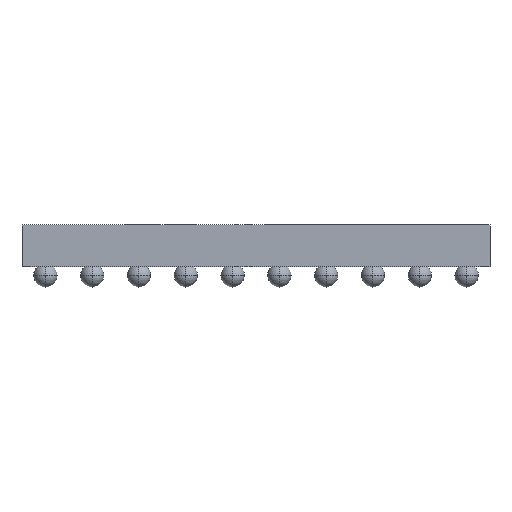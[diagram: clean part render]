
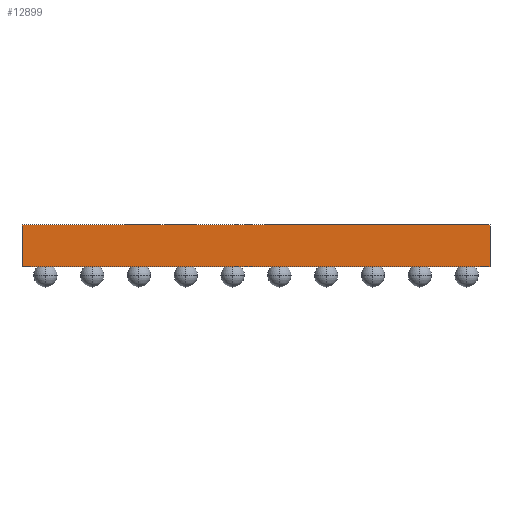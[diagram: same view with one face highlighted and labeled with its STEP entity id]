
A CAD part, front view. The second image highlights one B-rep face of the part: STEP entity #12899.
In plain terms, the highlighted planar face has unit normal (0, -1, 0).
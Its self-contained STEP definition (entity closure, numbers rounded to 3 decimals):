
#159 = VERTEX_POINT('',#160);
#160 = CARTESIAN_POINT('',(4.,-4.,0.32));
#175 = VERTEX_POINT('',#176);
#176 = CARTESIAN_POINT('',(-4.,-4.,0.32));
#182 = EDGE_CURVE('',#159,#175,#183,.T.);
#183 = LINE('',#184,#185);
#184 = CARTESIAN_POINT('',(4.,-4.,0.32));
#185 = VECTOR('',#186,1.);
#186 = DIRECTION('',(-1.,0.,0.));
#12873 = EDGE_CURVE('',#12874,#159,#12876,.T.);
#12874 = VERTEX_POINT('',#12875);
#12875 = CARTESIAN_POINT('',(4.,-4.,1.03));
#12876 = LINE('',#12877,#12878);
#12877 = CARTESIAN_POINT('',(4.,-4.,1.03));
#12878 = VECTOR('',#12879,1.);
#12879 = DIRECTION('',(0.,0.,-1.));
#12899 = ADVANCED_FACE('',(#12900),#12918,.F.);
#12900 = FACE_BOUND('',#12901,.F.);
#12901 = EDGE_LOOP('',(#12902,#12903,#12911,#12917));
#12902 = ORIENTED_EDGE('',*,*,#182,.T.);
#12903 = ORIENTED_EDGE('',*,*,#12904,.F.);
#12904 = EDGE_CURVE('',#12905,#175,#12907,.T.);
#12905 = VERTEX_POINT('',#12906);
#12906 = CARTESIAN_POINT('',(-4.,-4.,1.03));
#12907 = LINE('',#12908,#12909);
#12908 = CARTESIAN_POINT('',(-4.,-4.,1.03));
#12909 = VECTOR('',#12910,1.);
#12910 = DIRECTION('',(0.,0.,-1.));
#12911 = ORIENTED_EDGE('',*,*,#12912,.F.);
#12912 = EDGE_CURVE('',#12874,#12905,#12913,.T.);
#12913 = LINE('',#12914,#12915);
#12914 = CARTESIAN_POINT('',(4.,-4.,1.03));
#12915 = VECTOR('',#12916,1.);
#12916 = DIRECTION('',(-1.,0.,0.));
#12917 = ORIENTED_EDGE('',*,*,#12873,.T.);
#12918 = PLANE('',#12919);
#12919 = AXIS2_PLACEMENT_3D('',#12920,#12921,#12922);
#12920 = CARTESIAN_POINT('',(4.,-4.,1.03));
#12921 = DIRECTION('',(0.,1.,0.));
#12922 = DIRECTION('',(-1.,0.,0.));
